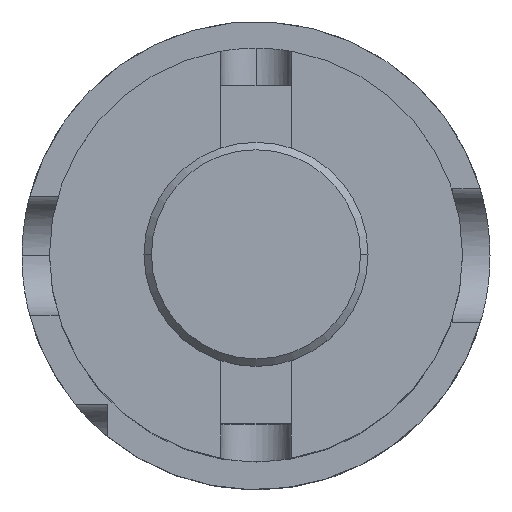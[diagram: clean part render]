
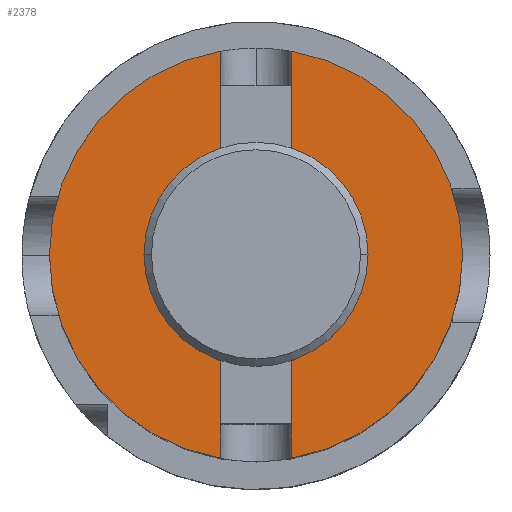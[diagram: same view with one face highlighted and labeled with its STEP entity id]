
A CAD part, top view. The second image highlights one B-rep face of the part: STEP entity #2378.
In plain terms, the highlighted planar face has unit normal (0, 0, 1).
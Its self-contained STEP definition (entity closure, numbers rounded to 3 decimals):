
#31 = EDGE_CURVE ( 'NONE', #1272, #1214, #2361, .T. ) ;
#50 = DIRECTION ( 'NONE',  ( 0., -1., 0. ) ) ;
#271 = CARTESIAN_POINT ( 'NONE',  ( -4.762, 22.775, 101.6 ) ) ;
#280 = VERTEX_POINT ( 'NONE', #3155 ) ;
#317 = ORIENTED_EDGE ( 'NONE', *, *, #31, .F. ) ;
#321 = EDGE_CURVE ( 'NONE', #1139, #2074, #2409, .T. ) ;
#344 = ORIENTED_EDGE ( 'NONE', *, *, #888, .F. ) ;
#350 = AXIS2_PLACEMENT_3D ( 'NONE', #1253, #3705, #1608 ) ;
#448 = ORIENTED_EDGE ( 'NONE', *, *, #2515, .F. ) ;
#473 = AXIS2_PLACEMENT_3D ( 'NONE', #3563, #1462, #3920 ) ;
#484 = LINE ( 'NONE', #2591, #3189 ) ;
#493 = FACE_BOUND ( 'NONE', #3022, .T. ) ;
#702 = CARTESIAN_POINT ( 'NONE',  ( 4.763, 27.813, 101.6 ) ) ;
#751 = CARTESIAN_POINT ( 'NONE',  ( 4.763, 27.813, 101.6 ) ) ;
#752 = DIRECTION ( 'NONE',  ( 0., 1., 0. ) ) ;
#815 = CIRCLE ( 'NONE', #3832, 27.813 ) ;
#859 = CARTESIAN_POINT ( 'NONE',  ( -4.762, 13.25, 101.6 ) ) ;
#886 = ORIENTED_EDGE ( 'NONE', *, *, #2805, .F. ) ;
#888 = EDGE_CURVE ( 'NONE', #1139, #2487, #1750, .T. ) ;
#958 = CARTESIAN_POINT ( 'NONE',  ( -4.762, -22.775, 101.6 ) ) ;
#986 = DIRECTION ( 'NONE',  ( 1., 0., 0. ) ) ;
#1018 = CARTESIAN_POINT ( 'NONE',  ( 4.763, 27.813, 101.6 ) ) ;
#1028 = ORIENTED_EDGE ( 'NONE', *, *, #2404, .F. ) ;
#1054 = EDGE_CURVE ( 'NONE', #2485, #4254, #1188, .T. ) ;
#1055 = LINE ( 'NONE', #3981, #4480 ) ;
#1100 = ORIENTED_EDGE ( 'NONE', *, *, #4171, .T. ) ;
#1122 = CARTESIAN_POINT ( 'NONE',  ( 0., 0., 101.6 ) ) ;
#1139 = VERTEX_POINT ( 'NONE', #859 ) ;
#1150 = ORIENTED_EDGE ( 'NONE', *, *, #321, .T. ) ;
#1188 = LINE ( 'NONE', #1767, #2141 ) ;
#1205 = DIRECTION ( 'NONE',  ( 0., 0., -1. ) ) ;
#1214 = VERTEX_POINT ( 'NONE', #1322 ) ;
#1216 = CIRCLE ( 'NONE', #2701, 27.813 ) ;
#1231 = ORIENTED_EDGE ( 'NONE', *, *, #3530, .F. ) ;
#1247 = CIRCLE ( 'NONE', #3508, 12.7 ) ;
#1253 = CARTESIAN_POINT ( 'NONE',  ( 0., 0., 101.6 ) ) ;
#1272 = VERTEX_POINT ( 'NONE', #2860 ) ;
#1305 = LINE ( 'NONE', #1575, #1631 ) ;
#1320 = AXIS2_PLACEMENT_3D ( 'NONE', #2453, #1205, #3320 ) ;
#1322 = CARTESIAN_POINT ( 'NONE',  ( -27.813, 0., 101.6 ) ) ;
#1450 = DIRECTION ( 'NONE',  ( 0., 0., 1. ) ) ;
#1462 = DIRECTION ( 'NONE',  ( 0., 0., -1. ) ) ;
#1475 = DIRECTION ( 'NONE',  ( -1., 0., 0. ) ) ;
#1544 = FACE_OUTER_BOUND ( 'NONE', #2745, .T. ) ;
#1573 = DIRECTION ( 'NONE',  ( 0., 0., -1. ) ) ;
#1575 = CARTESIAN_POINT ( 'NONE',  ( -4.762, 27.813, 101.6 ) ) ;
#1581 = ORIENTED_EDGE ( 'NONE', *, *, #3217, .T. ) ;
#1594 = CARTESIAN_POINT ( 'NONE',  ( -4.762, 27.813, 101.6 ) ) ;
#1608 = DIRECTION ( 'NONE',  ( -1., 0., 0. ) ) ;
#1617 = CARTESIAN_POINT ( 'NONE',  ( -4.762, 27.813, 101.6 ) ) ;
#1622 = EDGE_CURVE ( 'NONE', #3063, #2163, #4549, .T. ) ;
#1631 = VECTOR ( 'NONE', #2991, 1000. ) ;
#1648 = CARTESIAN_POINT ( 'NONE',  ( 4.763, -27.402, 101.6 ) ) ;
#1691 = LINE ( 'NONE', #1617, #2620 ) ;
#1695 = EDGE_CURVE ( 'NONE', #4254, #2487, #2467, .T. ) ;
#1750 = LINE ( 'NONE', #3105, #3504 ) ;
#1767 = CARTESIAN_POINT ( 'NONE',  ( 4.763, 27.813, 101.6 ) ) ;
#1770 = VECTOR ( 'NONE', #3478, 1000. ) ;
#1828 = DIRECTION ( 'NONE',  ( 0., 0., -1. ) ) ;
#1874 = LINE ( 'NONE', #1018, #1770 ) ;
#2074 = VERTEX_POINT ( 'NONE', #271 ) ;
#2111 = VERTEX_POINT ( 'NONE', #958 ) ;
#2141 = VECTOR ( 'NONE', #4578, 1000. ) ;
#2149 = DIRECTION ( 'NONE',  ( 0., 1., 0. ) ) ;
#2157 = PLANE ( 'NONE',  #2474 ) ;
#2162 = ORIENTED_EDGE ( 'NONE', *, *, #3177, .T. ) ;
#2163 = VERTEX_POINT ( 'NONE', #3464 ) ;
#2185 = EDGE_CURVE ( 'NONE', #2163, #3465, #1874, .T. ) ;
#2203 = CARTESIAN_POINT ( 'NONE',  ( -4.762, 27.402, 101.6 ) ) ;
#2255 = CARTESIAN_POINT ( 'NONE',  ( 4.763, -13.25, 101.6 ) ) ;
#2324 = ORIENTED_EDGE ( 'NONE', *, *, #1054, .T. ) ;
#2361 = CIRCLE ( 'NONE', #1320, 27.813 ) ;
#2378 = ADVANCED_FACE ( 'NONE', ( #1544, #493 ), #2157, .T. ) ;
#2404 = EDGE_CURVE ( 'NONE', #1214, #3823, #1216, .T. ) ;
#2409 = LINE ( 'NONE', #1594, #3215 ) ;
#2453 = CARTESIAN_POINT ( 'NONE',  ( 0., 0., 101.6 ) ) ;
#2467 = LINE ( 'NONE', #751, #4315 ) ;
#2474 = AXIS2_PLACEMENT_3D ( 'NONE', #2849, #1450, #3906 ) ;
#2485 = VERTEX_POINT ( 'NONE', #3538 ) ;
#2487 = VERTEX_POINT ( 'NONE', #2847 ) ;
#2515 = EDGE_CURVE ( 'NONE', #2485, #4182, #2770, .T. ) ;
#2591 = CARTESIAN_POINT ( 'NONE',  ( -4.762, -13.25, 101.6 ) ) ;
#2595 = CARTESIAN_POINT ( 'NONE',  ( 27.813, 0., 101.6 ) ) ;
#2620 = VECTOR ( 'NONE', #3719, 1000. ) ;
#2680 = ORIENTED_EDGE ( 'NONE', *, *, #1695, .T. ) ;
#2681 = VECTOR ( 'NONE', #2149, 1000. ) ;
#2701 = AXIS2_PLACEMENT_3D ( 'NONE', #3921, #1828, #4281 ) ;
#2745 = EDGE_LOOP ( 'NONE', ( #3914, #2975, #3460, #2987, #886, #448, #2324, #2680, #344, #1150, #1100, #1028, #317, #1231 ) ) ;
#2770 = CIRCLE ( 'NONE', #473, 27.813 ) ;
#2805 = EDGE_CURVE ( 'NONE', #4182, #3063, #815, .T. ) ;
#2847 = CARTESIAN_POINT ( 'NONE',  ( 4.763, 13.25, 101.6 ) ) ;
#2849 = CARTESIAN_POINT ( 'NONE',  ( 0., 27.813, 101.6 ) ) ;
#2860 = CARTESIAN_POINT ( 'NONE',  ( -4.762, -27.402, 101.6 ) ) ;
#2931 = EDGE_CURVE ( 'NONE', #3492, #3465, #484, .T. ) ;
#2975 = ORIENTED_EDGE ( 'NONE', *, *, #2931, .T. ) ;
#2987 = ORIENTED_EDGE ( 'NONE', *, *, #1622, .F. ) ;
#2991 = DIRECTION ( 'NONE',  ( 0., -1., 0. ) ) ;
#3022 = EDGE_LOOP ( 'NONE', ( #2162, #1581 ) ) ;
#3063 = VERTEX_POINT ( 'NONE', #1648 ) ;
#3105 = CARTESIAN_POINT ( 'NONE',  ( -4.762, 13.25, 101.6 ) ) ;
#3155 = CARTESIAN_POINT ( 'NONE',  ( -12.7, 0., 101.6 ) ) ;
#3177 = EDGE_CURVE ( 'NONE', #280, #3720, #1247, .T. ) ;
#3189 = VECTOR ( 'NONE', #4008, 1000. ) ;
#3215 = VECTOR ( 'NONE', #4050, 1000. ) ;
#3217 = EDGE_CURVE ( 'NONE', #3720, #280, #3596, .T. ) ;
#3320 = DIRECTION ( 'NONE',  ( -1., 0., 0. ) ) ;
#3399 = CARTESIAN_POINT ( 'NONE',  ( 4.763, 22.775, 101.6 ) ) ;
#3460 = ORIENTED_EDGE ( 'NONE', *, *, #2185, .F. ) ;
#3464 = CARTESIAN_POINT ( 'NONE',  ( 4.763, -22.775, 101.6 ) ) ;
#3465 = VERTEX_POINT ( 'NONE', #2255 ) ;
#3478 = DIRECTION ( 'NONE',  ( 0., 1., 0. ) ) ;
#3492 = VERTEX_POINT ( 'NONE', #4378 ) ;
#3504 = VECTOR ( 'NONE', #986, 1000. ) ;
#3508 = AXIS2_PLACEMENT_3D ( 'NONE', #3668, #1573, #4030 ) ;
#3523 = CARTESIAN_POINT ( 'NONE',  ( 12.7, 0., 101.6 ) ) ;
#3530 = EDGE_CURVE ( 'NONE', #2111, #1272, #1691, .T. ) ;
#3538 = CARTESIAN_POINT ( 'NONE',  ( 4.763, 27.402, 101.6 ) ) ;
#3563 = CARTESIAN_POINT ( 'NONE',  ( 0., 0., 101.6 ) ) ;
#3575 = DIRECTION ( 'NONE',  ( 0., 0., -1. ) ) ;
#3596 = CIRCLE ( 'NONE', #350, 12.7 ) ;
#3668 = CARTESIAN_POINT ( 'NONE',  ( 0., 0., 101.6 ) ) ;
#3705 = DIRECTION ( 'NONE',  ( 0., 0., -1. ) ) ;
#3719 = DIRECTION ( 'NONE',  ( 0., -1., 0. ) ) ;
#3720 = VERTEX_POINT ( 'NONE', #3523 ) ;
#3823 = VERTEX_POINT ( 'NONE', #2203 ) ;
#3832 = AXIS2_PLACEMENT_3D ( 'NONE', #1122, #3575, #1475 ) ;
#3906 = DIRECTION ( 'NONE',  ( 1., 0., 0. ) ) ;
#3914 = ORIENTED_EDGE ( 'NONE', *, *, #3958, .F. ) ;
#3920 = DIRECTION ( 'NONE',  ( -1., 0., 0. ) ) ;
#3921 = CARTESIAN_POINT ( 'NONE',  ( 0., 0., 101.6 ) ) ;
#3958 = EDGE_CURVE ( 'NONE', #3492, #2111, #1305, .T. ) ;
#3981 = CARTESIAN_POINT ( 'NONE',  ( -4.762, 27.813, 101.6 ) ) ;
#4008 = DIRECTION ( 'NONE',  ( 1., 0., 0. ) ) ;
#4030 = DIRECTION ( 'NONE',  ( -1., 0., 0. ) ) ;
#4050 = DIRECTION ( 'NONE',  ( 0., 1., 0. ) ) ;
#4171 = EDGE_CURVE ( 'NONE', #2074, #3823, #1055, .T. ) ;
#4182 = VERTEX_POINT ( 'NONE', #2595 ) ;
#4254 = VERTEX_POINT ( 'NONE', #3399 ) ;
#4281 = DIRECTION ( 'NONE',  ( -1., 0., 0. ) ) ;
#4315 = VECTOR ( 'NONE', #50, 1000. ) ;
#4378 = CARTESIAN_POINT ( 'NONE',  ( -4.762, -13.25, 101.6 ) ) ;
#4480 = VECTOR ( 'NONE', #752, 1000. ) ;
#4549 = LINE ( 'NONE', #702, #2681 ) ;
#4578 = DIRECTION ( 'NONE',  ( 0., -1., 0. ) ) ;
